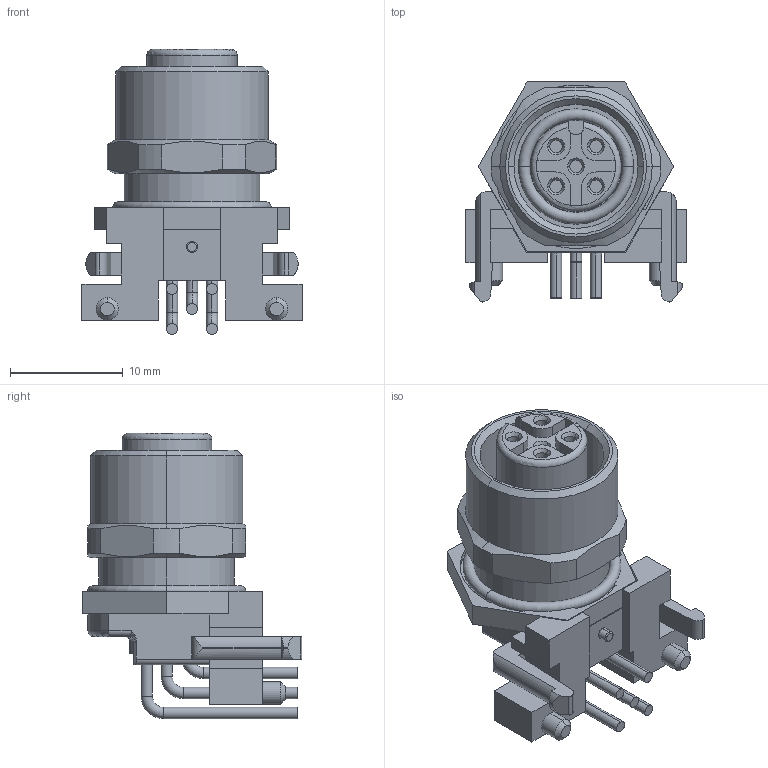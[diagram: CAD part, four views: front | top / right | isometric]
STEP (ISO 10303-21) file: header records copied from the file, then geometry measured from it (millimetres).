
FILE_DESCRIPTION((''),'2;1');
FILE_NAME('C-4-2172079-2','2015-03-19T',('workeradm'),('Tyco Electronics Ltd.'),'PRO/ENGINEER BY PARAMETRIC TECHNOLOGY CORPORATION, 2014090','PRO/ENGINEER BY PARAMETRIC TECHNOLOGY CORPORATION, 2014090','');
FILE_SCHEMA(('AUTOMOTIVE_DESIGN { 1 0 10303 214 1 1 1 1 }'));
Length unit declared in the file: millimetre
Products named in the file (1): C-4-2172079-2
Bounding box: 19.5 x 19.49 x 25.27 mm (x, y, z)
Volume: 2839.7 mm3; surface area: 2794.7 mm2
Topology: 1 solids, 3 shells, 254 faces, 634 edges, 402 vertices
Faces by surface type: plane 125, cylinder 82, cone 22, torus 22, bspline 3
Entity records: 8349 total; most frequent: CARTESIAN_POINT 2069, DIRECTION 1287, ORIENTED_EDGE 1268, EDGE_CURVE 634, AXIS2_PLACEMENT_3D 463, VERTEX_POINT 402, VECTOR 361, LINE 361
